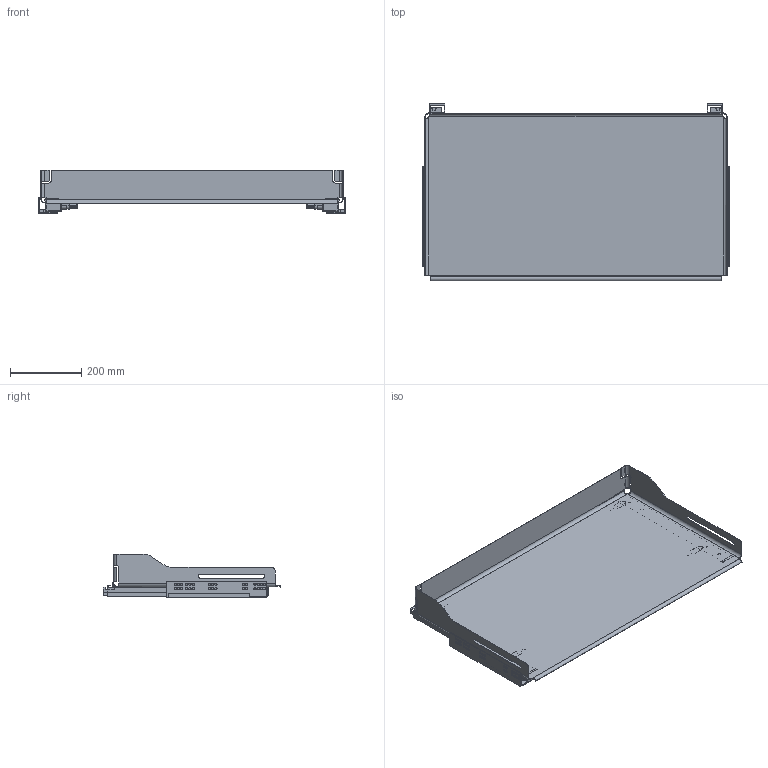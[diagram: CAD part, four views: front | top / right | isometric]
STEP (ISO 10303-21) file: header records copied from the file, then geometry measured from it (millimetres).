
FILE_DESCRIPTION(('STEP AP203'),'1');
FILE_NAME('EXTENDO LIBELL L900.step','2021-02-21T18:58:11',(' '),(' '),'Spatial InterOp 3D',' ',' ');
FILE_SCHEMA(('CONFIG_CONTROL_DESIGN'));
Length unit declared in the file: millimetre
Products named in the file (15): 1; 2; 3; 4; 5; 6; 7; 8; 9; 10; 11; 12; 13; 14; 15
Bounding box: 864 x 499.46 x 122.65 mm (x, y, z)
Volume: 1809902.2 mm3; surface area: 1405549.3 mm2
Topology: 15 solids, 15 shells, 850 faces, 2392 edges, 1566 vertices
Faces by surface type: cylinder 414, plane 360, torus 40, bspline 20, sphere 12, cone 4
Full cylindrical faces by diameter (mm): 3 x4, 4 x4, 6 x4, 8 x4, 9 x12, 16 x4
Entity records: 81746 total; most frequent: CARTESIAN_POINT 58973, DIRECTION 4694, ORIENTED_EDGE 4576, EDGE_CURVE 2288, AXIS2_PLACEMENT_3D 1713, VERTEX_POINT 1522, LINE 1268, VECTOR 1268
